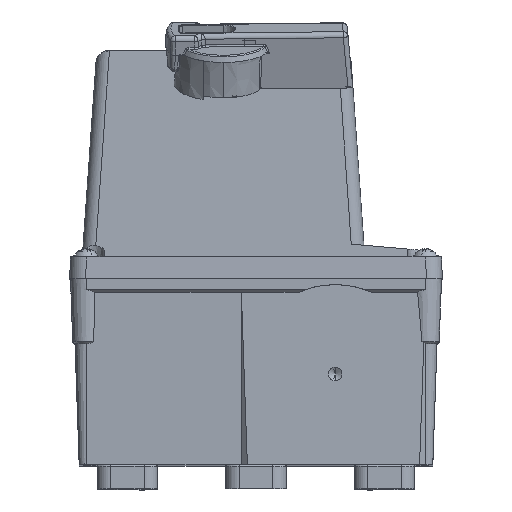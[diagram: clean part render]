
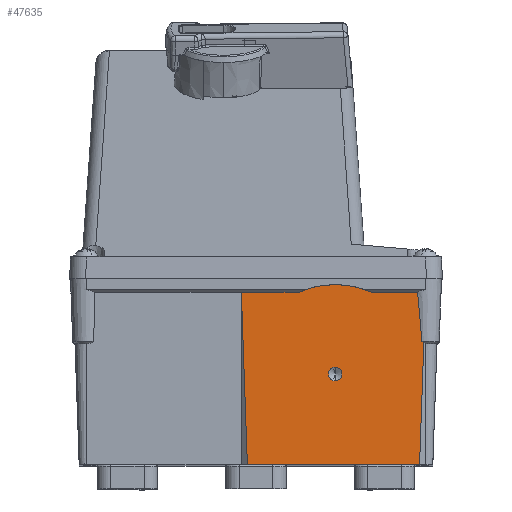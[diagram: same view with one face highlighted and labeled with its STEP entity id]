
A CAD part, top view. The second image highlights one B-rep face of the part: STEP entity #47635.
In plain terms, the highlighted planar face has unit normal (0, 0, 1).
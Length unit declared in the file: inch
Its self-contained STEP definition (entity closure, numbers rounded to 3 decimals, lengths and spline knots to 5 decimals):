
#516 = VECTOR ( 'NONE', #4263, 39.37008 ) ;
#1642 = EDGE_CURVE ( 'NONE', #17559, #57498, #64616, .T. ) ;
#3028 = CARTESIAN_POINT ( 'NONE',  ( 3.02478, 3.14868, 5.79693 ) ) ;
#4263 = DIRECTION ( 'NONE',  ( 1., 0., 0. ) ) ;
#4272 = DIRECTION ( 'NONE',  ( 0., 1., 0. ) ) ;
#4367 = CIRCLE ( 'NONE', #20738, 1.65 ) ;
#5326 = CARTESIAN_POINT ( 'NONE',  ( 3.66023, 3.68023, 5.79693 ) ) ;
#5995 = CARTESIAN_POINT ( 'NONE',  ( 1.46295, 2.045, 5.79693 ) ) ;
#7530 = CARTESIAN_POINT ( 'NONE',  ( 3.02025, 0.49, 5.79693 ) ) ;
#7987 = EDGE_CURVE ( 'NONE', #36109, #11719, #61616, .T. ) ;
#8177 = DIRECTION ( 'NONE',  ( 1., 0., 0. ) ) ;
#8816 = CARTESIAN_POINT ( 'NONE',  ( 2.98465, 3.68023, 5.79693 ) ) ;
#9639 = ORIENTED_EDGE ( 'NONE', *, *, #35506, .F. ) ;
#10260 = CIRCLE ( 'NONE', #54896, 0.125 ) ;
#10333 = DIRECTION ( 'NONE',  ( 0., 1., 0. ) ) ;
#10407 = AXIS2_PLACEMENT_3D ( 'NONE', #5326, #41494, #61959 ) ;
#10505 = CARTESIAN_POINT ( 'NONE',  ( 2.98465, 3.68023, 5.79693 ) ) ;
#11140 = B_SPLINE_CURVE_WITH_KNOTS ( 'NONE', 3,
 ( #58114, #27091, #51687, #31519 ),
 .UNSPECIFIED., .F., .F.,
 ( 4, 4 ),
 ( 0., 0.00091 ),
 .UNSPECIFIED. ) ;
#11719 = VERTEX_POINT ( 'NONE', #5995 ) ;
#12401 = EDGE_CURVE ( 'NONE', #52964, #61432, #59599, .T. ) ;
#12620 = EDGE_CURVE ( 'NONE', #24879, #17559, #22552, .T. ) ;
#13016 = DIRECTION ( 'NONE',  ( -0.035, -0.999, 0. ) ) ;
#13077 = EDGE_CURVE ( 'NONE', #11719, #36109, #10260, .T. ) ;
#13664 = AXIS2_PLACEMENT_3D ( 'NONE', #23855, #23526, #39193 ) ;
#13946 = DIRECTION ( 'NONE',  ( 0., 0., 1. ) ) ;
#15276 = CARTESIAN_POINT ( 'NONE',  ( 1.46295, 2.17, 5.79693 ) ) ;
#15442 = DIRECTION ( 'NONE',  ( 0., 0., -1. ) ) ;
#16102 = DIRECTION ( 'NONE',  ( -1., 0., 0. ) ) ;
#16585 = EDGE_CURVE ( 'NONE', #28605, #64355, #23066, .T. ) ;
#17248 = CARTESIAN_POINT ( 'NONE',  ( -0.15941, 0.49, 5.79693 ) ) ;
#17559 = VERTEX_POINT ( 'NONE', #29142 ) ;
#18740 = ORIENTED_EDGE ( 'NONE', *, *, #27151, .F. ) ;
#20561 = CARTESIAN_POINT ( 'NONE',  ( 1.46295, 2.17, 5.79693 ) ) ;
#20698 = FACE_OUTER_BOUND ( 'NONE', #48305, .T. ) ;
#20738 = AXIS2_PLACEMENT_3D ( 'NONE', #20561, #15442, #10333 ) ;
#21443 = CARTESIAN_POINT ( 'NONE',  ( -0.27081, 3.68023, 5.79693 ) ) ;
#22445 = CARTESIAN_POINT ( 'NONE',  ( 3.09963, 2.76298, 5.79693 ) ) ;
#22552 = LINE ( 'NONE', #42023, #23289 ) ;
#22680 = DIRECTION ( 'NONE',  ( -0.035, 0.999, 0. ) ) ;
#23066 = CIRCLE ( 'NONE', #35110, 1.65 ) ;
#23289 = VECTOR ( 'NONE', #16102, 39.37008 ) ;
#23526 = DIRECTION ( 'NONE',  ( 0., 0., 1. ) ) ;
#23746 = ORIENTED_EDGE ( 'NONE', *, *, #7987, .F. ) ;
#23855 = CARTESIAN_POINT ( 'NONE',  ( 1.46295, 2.17, 5.79693 ) ) ;
#24246 = CARTESIAN_POINT ( 'NONE',  ( 1.46295, 2.295, 5.79693 ) ) ;
#24879 = VERTEX_POINT ( 'NONE', #7530 ) ;
#25074 = EDGE_CURVE ( 'NONE', #44469, #24879, #65508, .T. ) ;
#25424 = CARTESIAN_POINT ( 'NONE',  ( 3.66023, 3.68023, 5.79693 ) ) ;
#25493 = PLANE ( 'NONE',  #10407 ) ;
#27091 = CARTESIAN_POINT ( 'NONE',  ( 3.07597, 2.76691, 5.79693 ) ) ;
#27151 = EDGE_CURVE ( 'NONE', #57498, #28605, #55911, .T. ) ;
#28409 = CARTESIAN_POINT ( 'NONE',  ( 2.12757, 3.68023, 5.79693 ) ) ;
#28605 = VERTEX_POINT ( 'NONE', #50920 ) ;
#29142 = CARTESIAN_POINT ( 'NONE',  ( -0.15941, 0.49, 5.79693 ) ) ;
#29982 = CARTESIAN_POINT ( 'NONE',  ( 3.0059, 3.37636, 5.79693 ) ) ;
#30532 = DIRECTION ( 'NONE',  ( 0., 0., -1. ) ) ;
#31519 = CARTESIAN_POINT ( 'NONE',  ( 3.09963, 2.76298, 5.79693 ) ) ;
#31904 = EDGE_CURVE ( 'NONE', #38342, #52964, #62574, .T. ) ;
#33865 = VECTOR ( 'NONE', #8177, 39.37008 ) ;
#34144 = CARTESIAN_POINT ( 'NONE',  ( 3.09963, 2.76298, 5.79693 ) ) ;
#34408 = CARTESIAN_POINT ( 'NONE',  ( 3.06436, 2.77, 5.79693 ) ) ;
#35110 = AXIS2_PLACEMENT_3D ( 'NONE', #35988, #30532, #4272 ) ;
#35506 = EDGE_CURVE ( 'NONE', #61432, #44469, #11140, .T. ) ;
#35988 = CARTESIAN_POINT ( 'NONE',  ( 1.46295, 2.17, 5.79693 ) ) ;
#36109 = VERTEX_POINT ( 'NONE', #24246 ) ;
#37245 = VECTOR ( 'NONE', #22680, 39.37008 ) ;
#38342 = VERTEX_POINT ( 'NONE', #28409 ) ;
#38889 = ORIENTED_EDGE ( 'NONE', *, *, #12620, .F. ) ;
#39193 = DIRECTION ( 'NONE',  ( 0., 1., 0. ) ) ;
#39524 = CARTESIAN_POINT ( 'NONE',  ( 3.05445, 2.84553, 5.79693 ) ) ;
#41494 = DIRECTION ( 'NONE',  ( 0., 0., -1. ) ) ;
#42023 = CARTESIAN_POINT ( 'NONE',  ( -2.685, 0.49, 5.79693 ) ) ;
#44353 = CARTESIAN_POINT ( 'NONE',  ( 3.66023, 3.68023, 5.79693 ) ) ;
#44469 = VERTEX_POINT ( 'NONE', #22445 ) ;
#45003 = CARTESIAN_POINT ( 'NONE',  ( 3.04636, 2.92124, 5.79693 ) ) ;
#46129 = EDGE_CURVE ( 'NONE', #64355, #38342, #4367, .T. ) ;
#46323 = FACE_BOUND ( 'NONE', #53770, .T. ) ;
#47025 = ORIENTED_EDGE ( 'NONE', *, *, #31904, .F. ) ;
#47635 = ADVANCED_FACE ( 'NONE', ( #20698, #46323 ), #25493, .F. ) ;
#48305 = EDGE_LOOP ( 'NONE', ( #54676, #47025, #64500, #62255, #18740, #49480, #38889, #55300, #9639 ) ) ;
#49480 = ORIENTED_EDGE ( 'NONE', *, *, #1642, .F. ) ;
#50790 = CARTESIAN_POINT ( 'NONE',  ( 2.99492, 3.52826, 5.79693 ) ) ;
#50920 = CARTESIAN_POINT ( 'NONE',  ( 0.79834, 3.68023, 5.79693 ) ) ;
#51687 = CARTESIAN_POINT ( 'NONE',  ( 3.08771, 2.76453, 5.79693 ) ) ;
#52964 = VERTEX_POINT ( 'NONE', #10505 ) ;
#53770 = EDGE_LOOP ( 'NONE', ( #23746, #57515 ) ) ;
#54676 = ORIENTED_EDGE ( 'NONE', *, *, #12401, .F. ) ;
#54896 = AXIS2_PLACEMENT_3D ( 'NONE', #15276, #13946, #55870 ) ;
#55300 = ORIENTED_EDGE ( 'NONE', *, *, #25074, .F. ) ;
#55870 = DIRECTION ( 'NONE',  ( 0., 1., 0. ) ) ;
#55911 = LINE ( 'NONE', #44353, #33865 ) ;
#57498 = VERTEX_POINT ( 'NONE', #21443 ) ;
#57515 = ORIENTED_EDGE ( 'NONE', *, *, #13077, .F. ) ;
#58114 = CARTESIAN_POINT ( 'NONE',  ( 3.06436, 2.77, 5.79693 ) ) ;
#58173 = CARTESIAN_POINT ( 'NONE',  ( 3.06436, 2.77, 5.79693 ) ) ;
#59599 = B_SPLINE_CURVE_WITH_KNOTS ( 'NONE', 3,
 ( #8816, #50790, #29982, #3028, #60327, #45003, #39524, #34408 ),
 .UNSPECIFIED., .F., .F.,
 ( 4, 2, 2, 4 ),
 ( 0., 0.01161, 0.01741, 0.02321 ),
 .UNSPECIFIED. ) ;
#60327 = CARTESIAN_POINT ( 'NONE',  ( 3.03148, 3.07281, 5.79693 ) ) ;
#61432 = VERTEX_POINT ( 'NONE', #58173 ) ;
#61616 = CIRCLE ( 'NONE', #13664, 0.125 ) ;
#61959 = DIRECTION ( 'NONE',  ( 0., 1., 0. ) ) ;
#62255 = ORIENTED_EDGE ( 'NONE', *, *, #16585, .F. ) ;
#62574 = LINE ( 'NONE', #25424, #516 ) ;
#64181 = CARTESIAN_POINT ( 'NONE',  ( 1.46295, 3.82, 5.79693 ) ) ;
#64355 = VERTEX_POINT ( 'NONE', #64181 ) ;
#64500 = ORIENTED_EDGE ( 'NONE', *, *, #46129, .F. ) ;
#64616 = LINE ( 'NONE', #17248, #37245 ) ;
#65508 = LINE ( 'NONE', #34144, #65706 ) ;
#65706 = VECTOR ( 'NONE', #13016, 39.37008 ) ;
